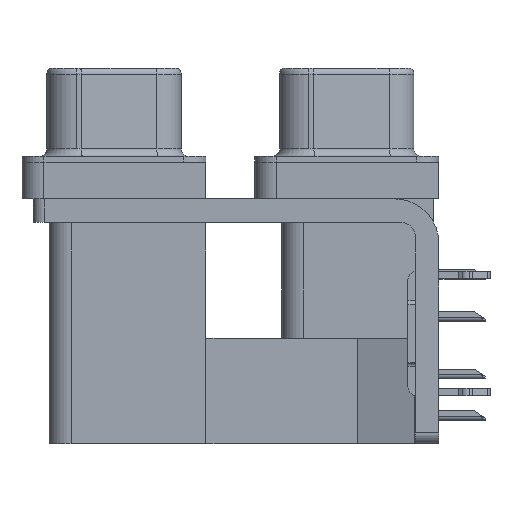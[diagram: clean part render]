
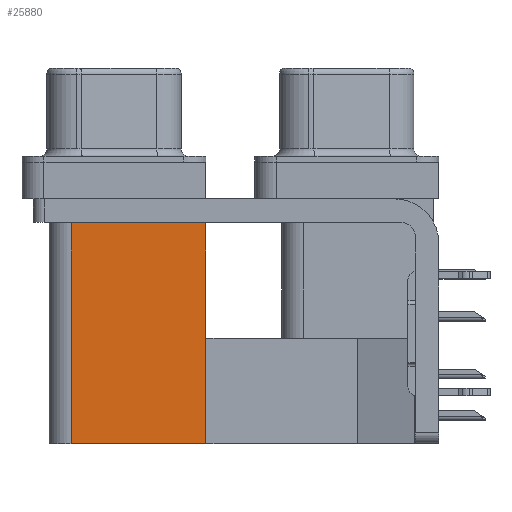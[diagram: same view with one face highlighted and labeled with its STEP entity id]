
A CAD part, left-side view. The second image highlights one B-rep face of the part: STEP entity #25880.
In plain terms, the highlighted planar face has unit normal (-1, 0, 0).
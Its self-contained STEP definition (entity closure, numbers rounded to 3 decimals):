
#141 = EDGE_CURVE ( 'NONE', #4731, #24755, #354, .T. ) ;
#354 = LINE ( 'NONE', #26756, #24308 ) ;
#420 = EDGE_CURVE ( 'NONE', #4731, #14053, #27605, .T. ) ;
#694 = VERTEX_POINT ( 'NONE', #7500 ) ;
#1843 = ORIENTED_EDGE ( 'NONE', *, *, #11861, .T. ) ;
#2909 = DIRECTION ( 'NONE',  ( 1., 0., 0. ) ) ;
#3180 = CARTESIAN_POINT ( 'NONE',  ( 3.79, 9.6, -19.2 ) ) ;
#3892 = EDGE_LOOP ( 'NONE', ( #1843, #25990, #26534, #23626 ) ) ;
#4731 = VERTEX_POINT ( 'NONE', #27251 ) ;
#7119 = EDGE_CURVE ( 'NONE', #14053, #694, #8694, .T. ) ;
#7329 = VECTOR ( 'NONE', #22173, 1000. ) ;
#7500 = CARTESIAN_POINT ( 'NONE',  ( 3.79, 18.8, -2.5 ) ) ;
#8694 = LINE ( 'NONE', #24047, #7329 ) ;
#9661 = FACE_OUTER_BOUND ( 'NONE', #3892, .T. ) ;
#11861 = EDGE_CURVE ( 'NONE', #24755, #694, #21808, .T. ) ;
#12716 = CARTESIAN_POINT ( 'NONE',  ( 3.79, 9.6, -2.5 ) ) ;
#13566 = DIRECTION ( 'NONE',  ( 0., 0., 1. ) ) ;
#14053 = VERTEX_POINT ( 'NONE', #20008 ) ;
#14254 = DIRECTION ( 'NONE',  ( 0., 0., -1. ) ) ;
#15175 = VECTOR ( 'NONE', #25747, 1000. ) ;
#16242 = VECTOR ( 'NONE', #26107, 1000. ) ;
#18867 = AXIS2_PLACEMENT_3D ( 'NONE', #3180, #2909, #14254 ) ;
#18869 = CARTESIAN_POINT ( 'NONE',  ( 3.79, 9.6, -19.2 ) ) ;
#20008 = CARTESIAN_POINT ( 'NONE',  ( 3.79, 18.8, -19.2 ) ) ;
#21808 = LINE ( 'NONE', #26532, #16242 ) ;
#22173 = DIRECTION ( 'NONE',  ( 0., 0., 1. ) ) ;
#23626 = ORIENTED_EDGE ( 'NONE', *, *, #141, .T. ) ;
#24047 = CARTESIAN_POINT ( 'NONE',  ( 3.79, 18.8, -19.2 ) ) ;
#24308 = VECTOR ( 'NONE', #13566, 1000. ) ;
#24755 = VERTEX_POINT ( 'NONE', #12716 ) ;
#25161 = PLANE ( 'NONE',  #18867 ) ;
#25747 = DIRECTION ( 'NONE',  ( 0., 1., 0. ) ) ;
#25880 = ADVANCED_FACE ( 'NONE', ( #9661 ), #25161, .F. ) ;
#25990 = ORIENTED_EDGE ( 'NONE', *, *, #7119, .F. ) ;
#26107 = DIRECTION ( 'NONE',  ( 0., 1., 0. ) ) ;
#26532 = CARTESIAN_POINT ( 'NONE',  ( 3.79, 9.6, -2.5 ) ) ;
#26534 = ORIENTED_EDGE ( 'NONE', *, *, #420, .F. ) ;
#26756 = CARTESIAN_POINT ( 'NONE',  ( 3.79, 9.6, -19.2 ) ) ;
#27251 = CARTESIAN_POINT ( 'NONE',  ( 3.79, 9.6, -19.2 ) ) ;
#27605 = LINE ( 'NONE', #18869, #15175 ) ;
